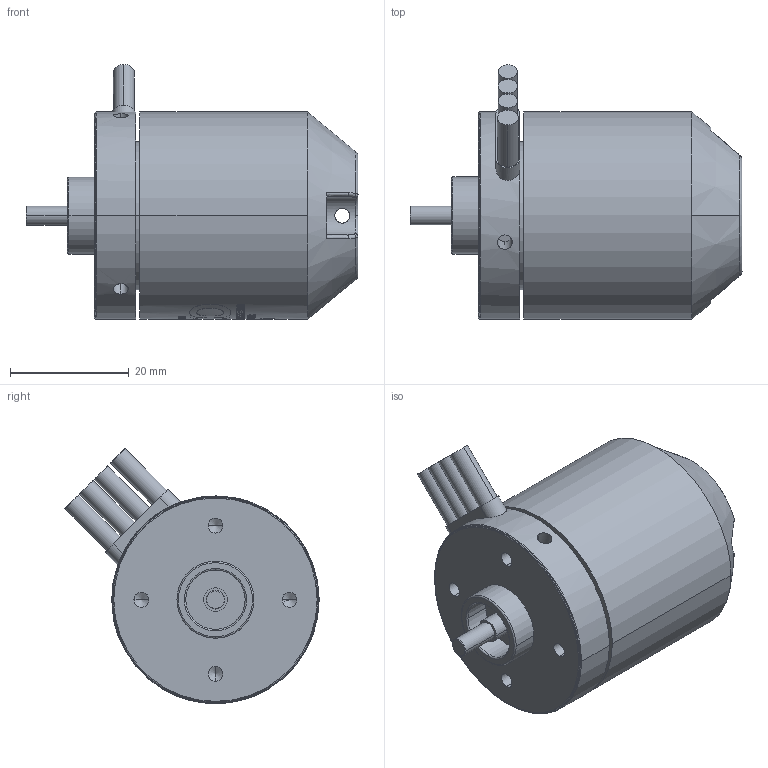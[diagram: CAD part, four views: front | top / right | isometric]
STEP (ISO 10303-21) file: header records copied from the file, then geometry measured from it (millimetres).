
FILE_DESCRIPTION (( 'STEP AP203' ), '1' );
FILE_NAME ('REV-21-1651.STEP', '2021-12-07T18:51:28', ( '' ), ( '' ), 'SwSTEP 2.0', 'SolidWorks 2022', '' );
FILE_SCHEMA (( 'CONFIG_CONTROL_DESIGN' ));
Products named in the file (1): REV-21-1651
Bounding box: 56 x 42.91 x 43 mm (x, y, z)
Volume: 39785.7 mm3; surface area: 8712.9 mm2
Topology: 1 solids, 1 shells, 1038 faces, 2859 edges, 1888 vertices
Faces by surface type: bspline 606, plane 275, cylinder 118, cone 24, torus 15
Entity records: 47007 total; most frequent: CARTESIAN_POINT 24447, ORIENTED_EDGE 5678, DIRECTION 2899, EDGE_CURVE 2839, VERTEX_POINT 1888, B_SPLINE_CURVE_WITH_KNOTS 1252, LINE 1141, VECTOR 1141
